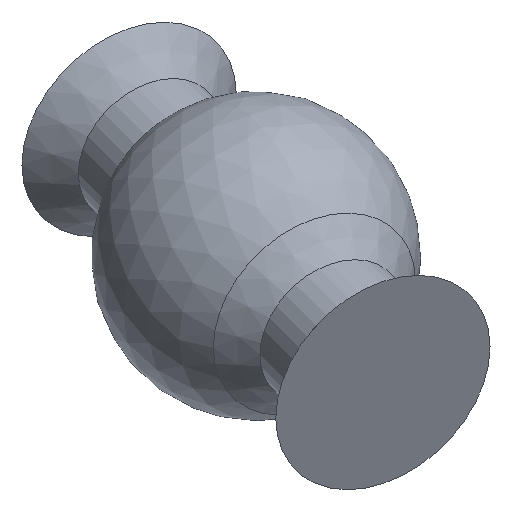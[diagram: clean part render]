
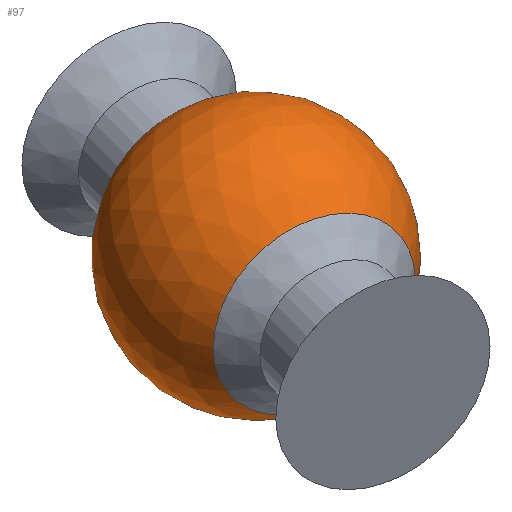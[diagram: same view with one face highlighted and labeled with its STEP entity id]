
A CAD part, top view. The second image highlights one B-rep face of the part: STEP entity #97.
In plain terms, the highlighted spherical face has radius 8 mm.
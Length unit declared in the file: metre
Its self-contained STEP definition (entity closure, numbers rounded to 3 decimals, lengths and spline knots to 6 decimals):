
#12=SPHERICAL_SURFACE('',#123,0.008);
#26=ORIENTED_EDGE('',*,*,#39,.F.);
#27=ORIENTED_EDGE('',*,*,#38,.T.);
#38=EDGE_CURVE('',#46,#46,#54,.T.);
#39=EDGE_CURVE('',#47,#47,#55,.T.);
#46=VERTEX_POINT('',#180);
#47=VERTEX_POINT('',#183);
#54=CIRCLE('',#122,0.005657);
#55=CIRCLE('',#124,0.005657);
#66=EDGE_LOOP('',(#26));
#67=EDGE_LOOP('',(#27));
#82=FACE_BOUND('',#66,.T.);
#83=FACE_BOUND('',#67,.T.);
#97=ADVANCED_FACE('',(#82,#83),#12,.T.);
#122=AXIS2_PLACEMENT_3D('',#179,#148,#149);
#123=AXIS2_PLACEMENT_3D('',#181,#150,#151);
#124=AXIS2_PLACEMENT_3D('',#182,#152,#153);
#148=DIRECTION('',(-0.5,0.5,-0.707));
#149=DIRECTION('',(0.,0.816,0.577));
#150=DIRECTION('',(-0.5,0.5,-0.707));
#151=DIRECTION('',(0.503,-0.497,-0.707));
#152=DIRECTION('',(-0.5,0.5,-0.707));
#153=DIRECTION('',(0.,0.816,0.577));
#179=CARTESIAN_POINT('',(0.011527,-0.069527,0.071328));
#180=CARTESIAN_POINT('',(0.011527,-0.064908,0.074594));
#181=CARTESIAN_POINT('',(0.008699,-0.066699,0.067328));
#182=CARTESIAN_POINT('',(0.00587,-0.06387,0.063329));
#183=CARTESIAN_POINT('',(0.00587,-0.059251,0.066594));
